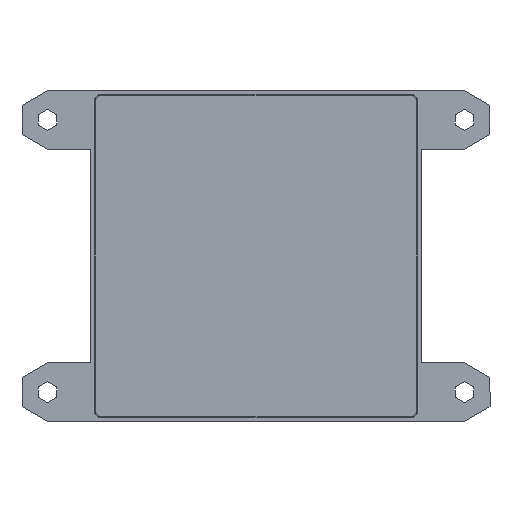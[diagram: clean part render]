
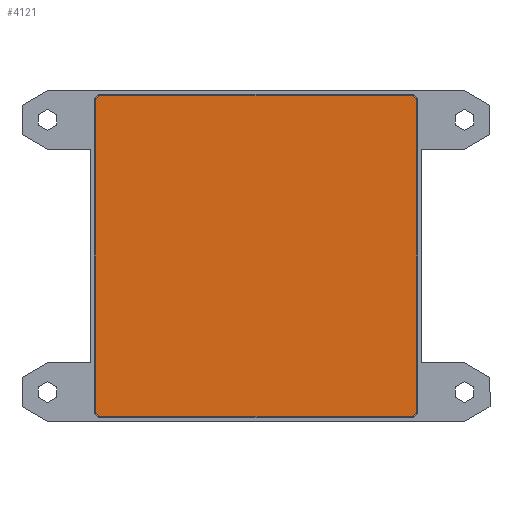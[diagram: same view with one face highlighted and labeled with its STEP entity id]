
A CAD part, front view. The second image highlights one B-rep face of the part: STEP entity #4121.
In plain terms, the highlighted planar face has unit normal (0, -1, 0).
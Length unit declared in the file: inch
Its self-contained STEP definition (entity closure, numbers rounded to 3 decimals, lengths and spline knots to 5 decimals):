
#165 = VECTOR ( 'NONE', #96096, 39.37008 ) ;
#2370 = CARTESIAN_POINT ( 'NONE',  ( 1.03801, 0., -1.07 ) ) ;
#2546 = LINE ( 'NONE', #130935, #108975 ) ;
#3091 = DIRECTION ( 'NONE',  ( 0., 1., 0. ) ) ;
#3197 = VERTEX_POINT ( 'NONE', #138246 ) ;
#3663 = CARTESIAN_POINT ( 'NONE',  ( -1.07, 0., -1.07 ) ) ;
#4121 = ADVANCED_FACE ( 'NONE', ( #80710 ), #13994, .F. ) ;
#4610 = DIRECTION ( 'NONE',  ( -1., 0., 0. ) ) ;
#4663 = CARTESIAN_POINT ( 'NONE',  ( 1.07, 0., 1.03801 ) ) ;
#5953 = LINE ( 'NONE', #130619, #119500 ) ;
#9129 = CARTESIAN_POINT ( 'NONE',  ( 1.07, 0., -1.05675 ) ) ;
#10097 = CARTESIAN_POINT ( 'NONE',  ( 1.05675, 0., -1.07 ) ) ;
#11424 = ORIENTED_EDGE ( 'NONE', *, *, #46137, .F. ) ;
#13994 = PLANE ( 'NONE',  #102404 ) ;
#18133 =( BOUNDED_CURVE ( )  B_SPLINE_CURVE ( 3, ( #140131, #70728, #47475, #94525 ),
 .UNSPECIFIED., .F., .F. ) 
 B_SPLINE_CURVE_WITH_KNOTS ( ( 4, 4 ),
 ( 5.49813, 7.06824 ),
 .UNSPECIFIED. ) 
 CURVE ( )  GEOMETRIC_REPRESENTATION_ITEM ( )  RATIONAL_B_SPLINE_CURVE ( ( 1., 0.805, 0.805, 1. ) ) 
 REPRESENTATION_ITEM ( '' )  );
#18483 = ORIENTED_EDGE ( 'NONE', *, *, #82243, .F. ) ;
#20512 = EDGE_CURVE ( 'NONE', #110292, #25382, #2546, .T. ) ;
#25051 = EDGE_LOOP ( 'NONE', ( #11424, #113860, #18483, #57505, #109259, #48637, #108110, #129032 ) ) ;
#25382 = VERTEX_POINT ( 'NONE', #107508 ) ;
#30966 = CARTESIAN_POINT ( 'NONE',  ( 1.03801, 0., -1.07 ) ) ;
#31912 = CARTESIAN_POINT ( 'NONE',  ( 1.07, 0., -1.03801 ) ) ;
#32559 = CARTESIAN_POINT ( 'NONE',  ( -1.03801, 0., -1.07 ) ) ;
#37424 = CARTESIAN_POINT ( 'NONE',  ( 1.07, 0., 1.05675 ) ) ;
#37960 = LINE ( 'NONE', #3663, #53841 ) ;
#46137 = EDGE_CURVE ( 'NONE', #64141, #69945, #142092, .T. ) ;
#47475 = CARTESIAN_POINT ( 'NONE',  ( -1.05675, 0., -1.07 ) ) ;
#48637 = ORIENTED_EDGE ( 'NONE', *, *, #105612, .T. ) ;
#49995 = CARTESIAN_POINT ( 'NONE',  ( -1.03801, 0., 1.07 ) ) ;
#50958 = CARTESIAN_POINT ( 'NONE',  ( -1.07, 0., 1.03801 ) ) ;
#53841 = VECTOR ( 'NONE', #4610, 39.37008 ) ;
#57505 = ORIENTED_EDGE ( 'NONE', *, *, #109948, .T. ) ;
#58137 = VERTEX_POINT ( 'NONE', #32559 ) ;
#61702 = DIRECTION ( 'NONE',  ( 0., 0., -1. ) ) ;
#62203 = EDGE_CURVE ( 'NONE', #64141, #58137, #18133, .T. ) ;
#64141 = VERTEX_POINT ( 'NONE', #110452 ) ;
#64847 = EDGE_CURVE ( 'NONE', #110292, #69945, #128033, .T. ) ;
#69945 = VERTEX_POINT ( 'NONE', #87540 ) ;
#70728 = CARTESIAN_POINT ( 'NONE',  ( -1.07, 0., -1.05675 ) ) ;
#71445 = VERTEX_POINT ( 'NONE', #81420 ) ;
#72486 =( BOUNDED_CURVE ( )  B_SPLINE_CURVE ( 3, ( #4663, #37424, #116708, #106774 ),
 .UNSPECIFIED., .F., .F. ) 
 B_SPLINE_CURVE_WITH_KNOTS ( ( 4, 4 ),
 ( 5.49813, 7.06824 ),
 .UNSPECIFIED. ) 
 CURVE ( )  GEOMETRIC_REPRESENTATION_ITEM ( )  RATIONAL_B_SPLINE_CURVE ( ( 1., 0.805, 0.805, 1. ) ) 
 REPRESENTATION_ITEM ( '' )  );
#73727 = CARTESIAN_POINT ( 'NONE',  ( -1.07, 0., 1.05675 ) ) ;
#80710 = FACE_OUTER_BOUND ( 'NONE', #25051, .T. ) ;
#81420 = CARTESIAN_POINT ( 'NONE',  ( 1.07, 0., 1.03801 ) ) ;
#82243 = EDGE_CURVE ( 'NONE', #134088, #58137, #37960, .T. ) ;
#87540 = CARTESIAN_POINT ( 'NONE',  ( -1.07, 0., 1.03801 ) ) ;
#89078 = EDGE_CURVE ( 'NONE', #71445, #3197, #5953, .T. ) ;
#94525 = CARTESIAN_POINT ( 'NONE',  ( -1.03801, 0., -1.07 ) ) ;
#96096 = DIRECTION ( 'NONE',  ( 0., 0., 1. ) ) ;
#98239 = DIRECTION ( 'NONE',  ( 1., 0., 0. ) ) ;
#102404 = AXIS2_PLACEMENT_3D ( 'NONE', #116566, #3091, #105679 ) ;
#103369 = CARTESIAN_POINT ( 'NONE',  ( -1.03801, 0., 1.07 ) ) ;
#105612 = EDGE_CURVE ( 'NONE', #71445, #25382, #72486, .T. ) ;
#105679 = DIRECTION ( 'NONE',  ( 0., 0., 1. ) ) ;
#106774 = CARTESIAN_POINT ( 'NONE',  ( 1.03801, 0., 1.07 ) ) ;
#107508 = CARTESIAN_POINT ( 'NONE',  ( 1.03801, 0., 1.07 ) ) ;
#107996 = CARTESIAN_POINT ( 'NONE',  ( -1.07, 0., -1.07 ) ) ;
#108110 = ORIENTED_EDGE ( 'NONE', *, *, #20512, .F. ) ;
#108975 = VECTOR ( 'NONE', #98239, 39.37008 ) ;
#109259 = ORIENTED_EDGE ( 'NONE', *, *, #89078, .F. ) ;
#109948 = EDGE_CURVE ( 'NONE', #134088, #3197, #121558, .T. ) ;
#110292 = VERTEX_POINT ( 'NONE', #103369 ) ;
#110452 = CARTESIAN_POINT ( 'NONE',  ( -1.07, 0., -1.03801 ) ) ;
#113860 = ORIENTED_EDGE ( 'NONE', *, *, #62203, .T. ) ;
#116566 = CARTESIAN_POINT ( 'NONE',  ( -1.07, 0., 1.07 ) ) ;
#116708 = CARTESIAN_POINT ( 'NONE',  ( 1.05675, 0., 1.07 ) ) ;
#119500 = VECTOR ( 'NONE', #61702, 39.37008 ) ;
#121558 =( BOUNDED_CURVE ( )  B_SPLINE_CURVE ( 3, ( #30966, #10097, #9129, #31912 ),
 .UNSPECIFIED., .F., .F. ) 
 B_SPLINE_CURVE_WITH_KNOTS ( ( 4, 4 ),
 ( 5.49813, 7.06824 ),
 .UNSPECIFIED. ) 
 CURVE ( )  GEOMETRIC_REPRESENTATION_ITEM ( )  RATIONAL_B_SPLINE_CURVE ( ( 1., 0.805, 0.805, 1. ) ) 
 REPRESENTATION_ITEM ( '' )  );
#128033 =( BOUNDED_CURVE ( )  B_SPLINE_CURVE ( 3, ( #49995, #140692, #73727, #50958 ),
 .UNSPECIFIED., .F., .F. ) 
 B_SPLINE_CURVE_WITH_KNOTS ( ( 4, 4 ),
 ( 5.49813, 7.06824 ),
 .UNSPECIFIED. ) 
 CURVE ( )  GEOMETRIC_REPRESENTATION_ITEM ( )  RATIONAL_B_SPLINE_CURVE ( ( 1., 0.805, 0.805, 1. ) ) 
 REPRESENTATION_ITEM ( '' )  );
#129032 = ORIENTED_EDGE ( 'NONE', *, *, #64847, .T. ) ;
#130619 = CARTESIAN_POINT ( 'NONE',  ( 1.07, 0., -1.07 ) ) ;
#130935 = CARTESIAN_POINT ( 'NONE',  ( -1.07, 0., 1.07 ) ) ;
#134088 = VERTEX_POINT ( 'NONE', #2370 ) ;
#138246 = CARTESIAN_POINT ( 'NONE',  ( 1.07, 0., -1.03801 ) ) ;
#140131 = CARTESIAN_POINT ( 'NONE',  ( -1.07, 0., -1.03801 ) ) ;
#140692 = CARTESIAN_POINT ( 'NONE',  ( -1.05675, 0., 1.07 ) ) ;
#142092 = LINE ( 'NONE', #107996, #165 ) ;
